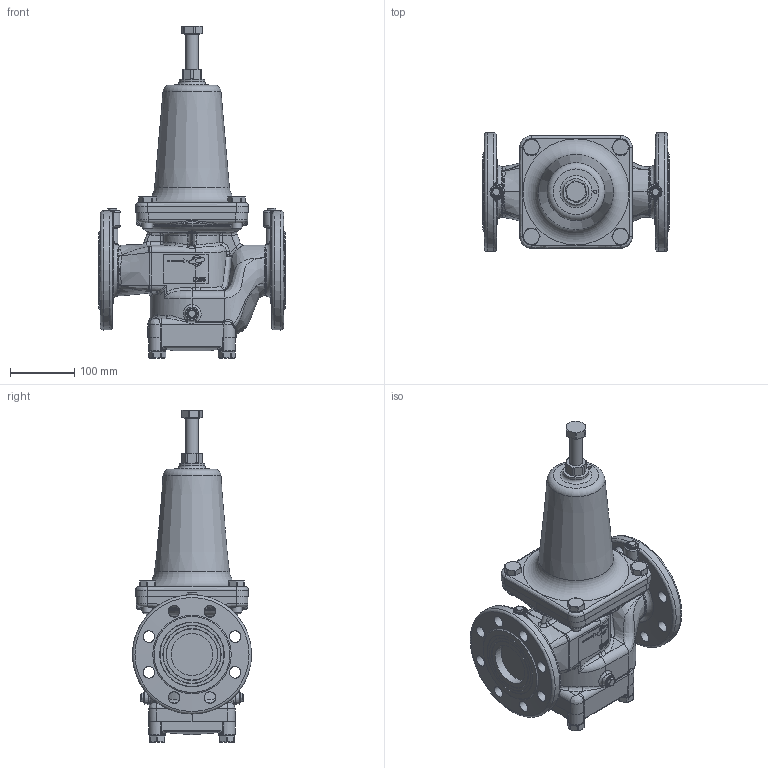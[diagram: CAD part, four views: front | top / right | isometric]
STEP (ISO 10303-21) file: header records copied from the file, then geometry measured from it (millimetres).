
FILE_DESCRIPTION(/* description */ (''),/* implementation_level */ '2;1');
FILE_NAME(/* name */ '067208.stp',/* time_stamp */ '2021-01-28T13:53:36+01:00',/* author */ ('gninka'),/* organization */ (''),/* preprocessor_version */ 'ST-DEVELOPER v18.1',/* originating_system */ 'Autodesk Inventor 2021',/* authorisation */ '');
FILE_SCHEMA (('AUTOMOTIVE_DESIGN { 1 0 10303 214 3 1 1 }'));
Length unit declared in the file: millimetre
Products named in the file (1): 067208.20191106_step
Bounding box: 290 x 185 x 515.9 mm (x, y, z)
Volume: 7085224.1 mm3; surface area: 436783.2 mm2
Topology: 1 solids, 19 shells, 1138 faces, 2838 edges, 1748 vertices
Faces by surface type: bspline 348, plane 314, cylinder 264, cone 135, torus 50, sphere 27
Full cylindrical faces by diameter (mm): 5 x1, 11.445 x2, 11.45 x2, 13.835 x4, 16 x12, 16.5 x4, 17.5 x4, 18 x24, 20 x4, 22 x1, 26 x4, 40 x1, 65 x2, 79 x1, 104.73 x1, 119.44 x1, 185 x2
Entity records: 48748 total; most frequent: CARTESIAN_POINT 24023, ORIENTED_EDGE 5608, DIRECTION 4436, EDGE_CURVE 2804, AXIS2_PLACEMENT_3D 1784, VERTEX_POINT 1748, EDGE_LOOP 1242, FACE_OUTER_BOUND 1138
